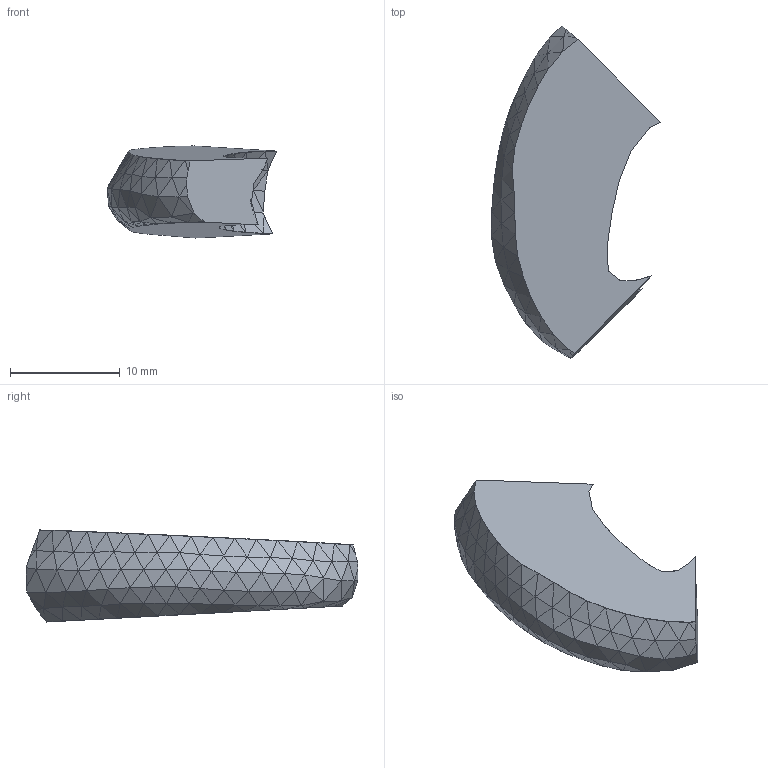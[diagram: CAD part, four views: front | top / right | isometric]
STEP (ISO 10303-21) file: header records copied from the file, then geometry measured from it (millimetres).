
FILE_DESCRIPTION(/* description */ (''),/* implementation_level */ '2;1');
FILE_NAME(/* name */ 'IVD2_Z3.step',/* time_stamp */ '2024-06-23T10:20:03-04:00',/* author */ (''),/* organization */ (''),/* preprocessor_version */ 'ST-DEVELOPER v20',/* originating_system */ 'Autodesk Translation Framework v13.14.0.145',/* authorisation */ '');
FILE_SCHEMA (('AUTOMOTIVE_DESIGN { 1 0 10303 214 3 1 1 }'));
Length unit declared in the file: millimetre
Products named in the file (1): IVD2_Z3
Bounding box: 15.42 x 30.24 x 8.39 mm (x, y, z)
Volume: 1707.5 mm3; surface area: 987.4 mm2
Topology: 1 solids, 1 shells, 343 faces, 668 edges, 327 vertices
Faces by surface type: plane 343
Entity records: 8115 total; most frequent: DIRECTION 1356, CARTESIAN_POINT 1339, ORIENTED_EDGE 1336, LINE 668, VECTOR 668, EDGE_CURVE 668, AXIS2_PLACEMENT_3D 344, FACE_OUTER_BOUND 343
